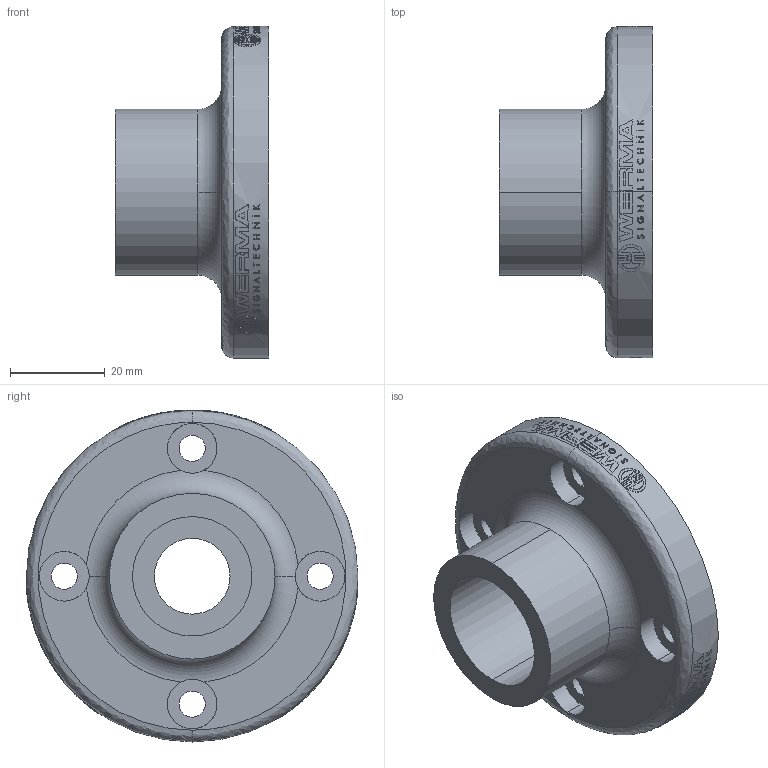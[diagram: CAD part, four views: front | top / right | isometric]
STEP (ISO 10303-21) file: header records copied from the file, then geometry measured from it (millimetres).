
FILE_DESCRIPTION (( 'STEP AP214' ), '1' );
FILE_NAME ('97584091.step', '2016-03-14T14:24:19', ( '' ), ( '' ), 'SwSTEP 2.0', 'SolidWorks 2015', '' );
FILE_SCHEMA (( 'AUTOMOTIVE_DESIGN' ));
Length unit declared in the file: inch
Products named in the file (1): 97584091
Bounding box: 32.5 x 70.1 x 70.1 mm (x, y, z)
Volume: 42947.6 mm3; surface area: 14814.1 mm2
Topology: 1 solids, 1 shells, 801 faces, 2155 edges, 1434 vertices
Faces by surface type: plane 532, cylinder 265, bspline 2, torus 2
Entity records: 38161 total; most frequent: CARTESIAN_POINT 8483, ORIENTED_EDGE 4310, DIRECTION 3655, EDGE_CURVE 2155, VERTEX_POINT 1434, AXIS2_PLACEMENT_3D 1282, LINE 1091, VECTOR 1091
